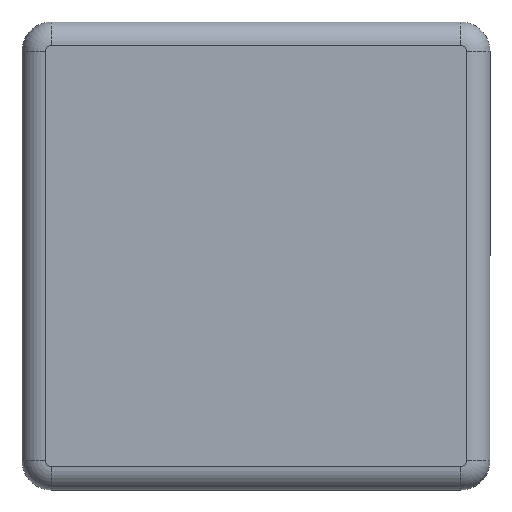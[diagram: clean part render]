
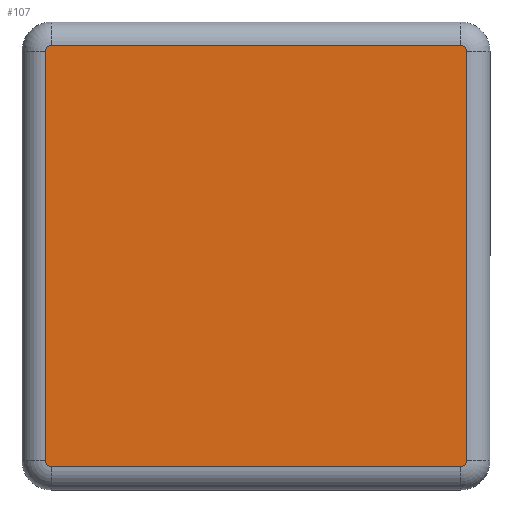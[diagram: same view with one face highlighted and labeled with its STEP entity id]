
A CAD part, front view. The second image highlights one B-rep face of the part: STEP entity #107.
In plain terms, the highlighted planar face has unit normal (0, -1, 0).
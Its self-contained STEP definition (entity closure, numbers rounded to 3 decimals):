
#12 = VERTEX_POINT ( 'NONE', #638 ) ;
#77 = EDGE_CURVE ( 'NONE', #91, #92, #721, .T. ) ;
#91 = VERTEX_POINT ( 'NONE', #736 ) ;
#92 = VERTEX_POINT ( 'NONE', #718 ) ;
#98 = ORIENTED_EDGE ( 'NONE', *, *, #77, .F. ) ;
#103 = EDGE_LOOP ( 'NONE', ( #98, #211, #108, #213, #148, #180, #185, #206 ) ) ;
#107 = ADVANCED_FACE ( 'NONE', ( #762 ), #786, .T. ) ;
#108 = ORIENTED_EDGE ( 'NONE', *, *, #212, .F. ) ;
#115 = EDGE_CURVE ( 'NONE', #91, #116, #817, .T. ) ;
#116 = VERTEX_POINT ( 'NONE', #808 ) ;
#148 = ORIENTED_EDGE ( 'NONE', *, *, #184, .F. ) ;
#170 = EDGE_CURVE ( 'NONE', #199, #92, #931, .T. ) ;
#173 = EDGE_CURVE ( 'NONE', #210, #12, #804, .T. ) ;
#180 = ORIENTED_EDGE ( 'NONE', *, *, #182, .T. ) ;
#181 = EDGE_CURVE ( 'NONE', #199, #183, #956, .T. ) ;
#182 = EDGE_CURVE ( 'NONE', #205, #183, #947, .T. ) ;
#183 = VERTEX_POINT ( 'NONE', #969 ) ;
#184 = EDGE_CURVE ( 'NONE', #205, #12, #958, .T. ) ;
#185 = ORIENTED_EDGE ( 'NONE', *, *, #181, .F. ) ;
#199 = VERTEX_POINT ( 'NONE', #982 ) ;
#205 = VERTEX_POINT ( 'NONE', #973 ) ;
#206 = ORIENTED_EDGE ( 'NONE', *, *, #170, .T. ) ;
#210 = VERTEX_POINT ( 'NONE', #954 ) ;
#211 = ORIENTED_EDGE ( 'NONE', *, *, #115, .T. ) ;
#212 = EDGE_CURVE ( 'NONE', #210, #116, #834, .T. ) ;
#213 = ORIENTED_EDGE ( 'NONE', *, *, #173, .T. ) ;
#638 = CARTESIAN_POINT ( 'NONE',  ( -18., 0., -17.5 ) ) ;
#692 = CARTESIAN_POINT ( 'NONE',  ( 18., 0., 20. ) ) ;
#697 = DIRECTION ( 'NONE',  ( 0., 0., 1. ) ) ;
#698 = VECTOR ( 'NONE', #697, 1000. ) ;
#704 = CARTESIAN_POINT ( 'NONE',  ( 17.5, 0., 17.5 ) ) ;
#711 = DIRECTION ( 'NONE',  ( 0., 1., 0. ) ) ;
#718 = CARTESIAN_POINT ( 'NONE',  ( 18., 0., 17.5 ) ) ;
#721 = CIRCLE ( 'NONE', #737, 0.5 ) ;
#736 = CARTESIAN_POINT ( 'NONE',  ( 17.5, 0., 18. ) ) ;
#737 = AXIS2_PLACEMENT_3D ( 'NONE', #704, #711, #743 ) ;
#743 = DIRECTION ( 'NONE',  ( 0., 0., -1. ) ) ;
#762 = FACE_OUTER_BOUND ( 'NONE', #103, .T. ) ;
#774 = CARTESIAN_POINT ( 'NONE',  ( -20., 0., -20. ) ) ;
#785 = DIRECTION ( 'NONE',  ( 0., -1., 0. ) ) ;
#786 = PLANE ( 'NONE',  #788 ) ;
#787 = DIRECTION ( 'NONE',  ( 0., 0., -1. ) ) ;
#788 = AXIS2_PLACEMENT_3D ( 'NONE', #774, #785, #787 ) ;
#793 = DIRECTION ( 'NONE',  ( 0., 0., -1. ) ) ;
#795 = CARTESIAN_POINT ( 'NONE',  ( -18., 0., -20. ) ) ;
#803 = VECTOR ( 'NONE', #793, 1000. ) ;
#804 = LINE ( 'NONE', #795, #803 ) ;
#806 = DIRECTION ( 'NONE',  ( -1., 0., 0. ) ) ;
#807 = CARTESIAN_POINT ( 'NONE',  ( -20., 0., 18. ) ) ;
#808 = CARTESIAN_POINT ( 'NONE',  ( -17.5, 0., 18. ) ) ;
#810 = AXIS2_PLACEMENT_3D ( 'NONE', #826, #845, #819 ) ;
#817 = LINE ( 'NONE', #807, #840 ) ;
#819 = DIRECTION ( 'NONE',  ( 0., 0., -1. ) ) ;
#826 = CARTESIAN_POINT ( 'NONE',  ( -17.5, 0., 17.5 ) ) ;
#834 = CIRCLE ( 'NONE', #810, 0.5 ) ;
#840 = VECTOR ( 'NONE', #806, 1000. ) ;
#845 = DIRECTION ( 'NONE',  ( 0., 1., 0. ) ) ;
#931 = LINE ( 'NONE', #692, #698 ) ;
#940 = CARTESIAN_POINT ( 'NONE',  ( -17.5, 0., -17.5 ) ) ;
#944 = DIRECTION ( 'NONE',  ( 1., 0., 0. ) ) ;
#945 = VECTOR ( 'NONE', #944, 1000. ) ;
#946 = CARTESIAN_POINT ( 'NONE',  ( 20., 0., -18. ) ) ;
#947 = LINE ( 'NONE', #946, #945 ) ;
#948 = AXIS2_PLACEMENT_3D ( 'NONE', #940, #964, #963 ) ;
#950 = AXIS2_PLACEMENT_3D ( 'NONE', #955, #959, #968 ) ;
#954 = CARTESIAN_POINT ( 'NONE',  ( -18., 0., 17.5 ) ) ;
#955 = CARTESIAN_POINT ( 'NONE',  ( 17.5, 0., -17.5 ) ) ;
#956 = CIRCLE ( 'NONE', #950, 0.5 ) ;
#958 = CIRCLE ( 'NONE', #948, 0.5 ) ;
#959 = DIRECTION ( 'NONE',  ( 0., 1., 0. ) ) ;
#963 = DIRECTION ( 'NONE',  ( 0., 0., -1. ) ) ;
#964 = DIRECTION ( 'NONE',  ( 0., 1., 0. ) ) ;
#968 = DIRECTION ( 'NONE',  ( 0., 0., -1. ) ) ;
#969 = CARTESIAN_POINT ( 'NONE',  ( 17.5, 0., -18. ) ) ;
#973 = CARTESIAN_POINT ( 'NONE',  ( -17.5, 0., -18. ) ) ;
#982 = CARTESIAN_POINT ( 'NONE',  ( 18., 0., -17.5 ) ) ;
